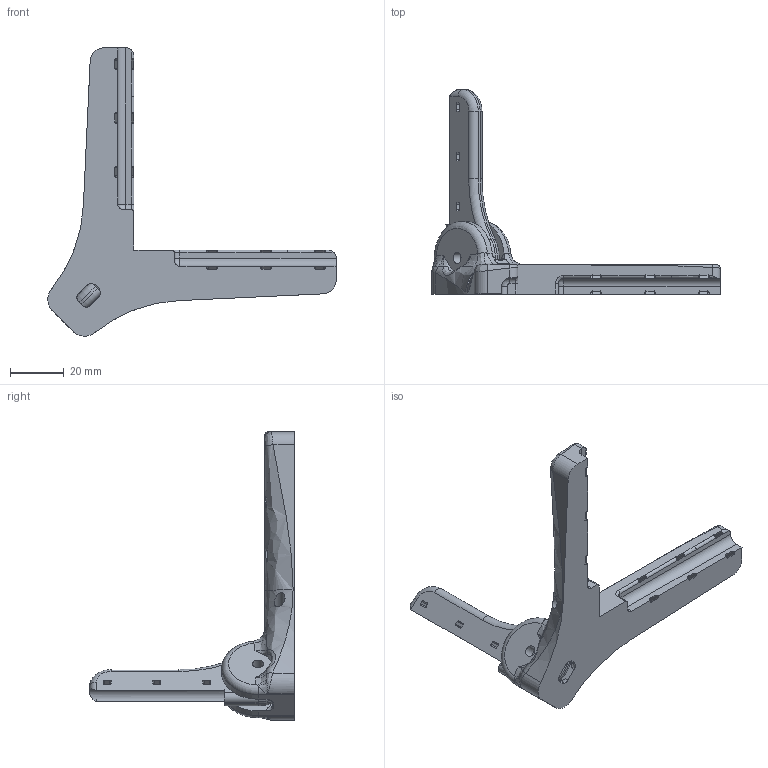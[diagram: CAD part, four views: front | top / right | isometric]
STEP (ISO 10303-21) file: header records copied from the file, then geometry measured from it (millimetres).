
FILE_DESCRIPTION(/* description */ (''),/* implementation_level */ '2;1');
FILE_NAME(/* name */ 'miniquadrat_corner.step',/* time_stamp */ '2023-12-16T23:53:32-06:00',/* author */ (''),/* organization */ (''),/* preprocessor_version */ 'ST-DEVELOPER v20',/* originating_system */ 'Autodesk Translation Framework v12.14.0.127',/* authorisation */ '');
FILE_SCHEMA (('AUTOMOTIVE_DESIGN { 1 0 10303 214 3 1 1 }'));
Length unit declared in the file: millimetre
Products named in the file (4): frame_parts; tubes; corner; riser
Assembly tree (3 placements, depth 2):
  frame_parts
    tubes
    corner
    riser
Bounding box: 106.92 x 76 x 106.92 mm (x, y, z)
Volume: 38171.5 mm3; surface area: 17140.6 mm2
Topology: 2 solids, 2 shells, 303 faces, 860 edges, 546 vertices
Faces by surface type: cylinder 124, plane 91, bspline 46, torus 42
Full cylindrical faces by diameter (mm): 4 x4
Entity records: 12610 total; most frequent: CARTESIAN_POINT 4800, ORIENTED_EDGE 1716, DIRECTION 1528, EDGE_CURVE 858, AXIS2_PLACEMENT_3D 584, VERTEX_POINT 546, LINE 360, VECTOR 360
